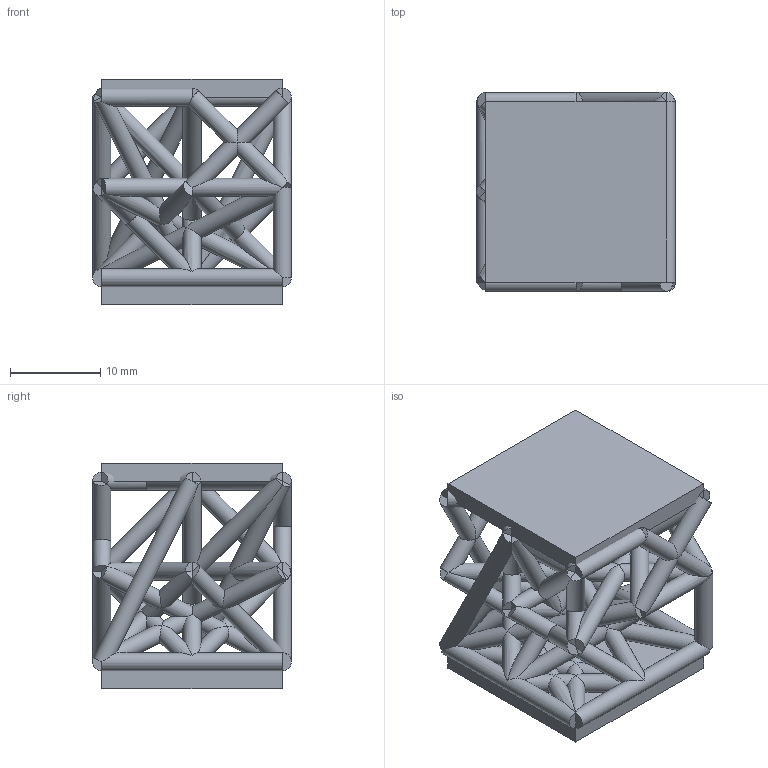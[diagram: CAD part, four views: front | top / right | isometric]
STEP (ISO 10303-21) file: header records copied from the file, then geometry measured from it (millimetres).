
FILE_DESCRIPTION(/* description */ (''),/* implementation_level */ '2;1');
FILE_NAME(/* name */ 'Lattice_1.step',/* time_stamp */ '2025-09-06T13:13:45+05:30',/* author */ (''),/* organization */ (''),/* preprocessor_version */ 'ST-DEVELOPER v20.1',/* originating_system */ 'Autodesk Translation Framework v14.10.0.0',/* authorisation */ '');
FILE_SCHEMA (('AUTOMOTIVE_DESIGN { 1 0 10303 214 3 1 1 }'));
Length unit declared in the file: millimetre
Products named in the file (1): Lattice_1
Bounding box: 22 x 22 x 25 mm (x, y, z)
Volume: 4894.9 mm3; surface area: 7445.9 mm2
Topology: 3 solids, 3 shells, 238 faces, 1122 edges, 677 vertices
Faces by surface type: cylinder 169, plane 69
Full cylindrical faces by diameter (mm): 2 x150
Entity records: 12752 total; most frequent: CARTESIAN_POINT 2795, DIRECTION 2417, ORIENTED_EDGE 2244, EDGE_CURVE 1122, AXIS2_PLACEMENT_3D 1091, ELLIPSE 784, VERTEX_POINT 677, EDGE_LOOP 265
